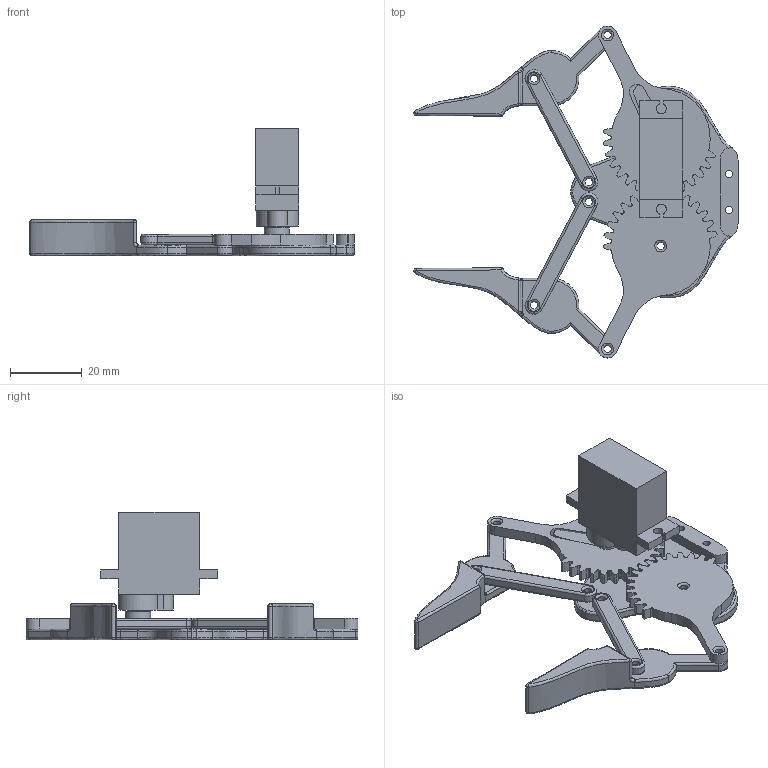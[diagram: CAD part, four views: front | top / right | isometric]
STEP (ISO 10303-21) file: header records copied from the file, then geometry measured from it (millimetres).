
FILE_DESCRIPTION(/* description */ ('STEP AP242 Edition 2','CAx-IF Rec.Pracs.---Representation and Presentation of Product Manufacturing Information (PMI)---4.0---2014-10-13','CAx-IF Rec.Pracs.---3D Tessellated Geometry---0.4---2014-09-14','2;1','CAx-IF Rec.Pracs.---User Defined Attributes---1.5---2016-08-15'),/* implementation_level */ '2;1');
FILE_NAME(/* name */ '6962323cb6711accdf52f86a',/* time_stamp */ '2026-01-10T11:04:30Z',/* author */ (''),/* organization */ (''),/* preprocessor_version */ 'ST-DEVELOPER v20',/* originating_system */ 'ONSHAPE BY PTC INC, 1.209',/* authorisation */ ' ');
FILE_SCHEMA (('AP242_MANAGED_MODEL_BASED_3D_ENGINEERING_MIM_LF { 1 0 10303 442 3 1 4 }'));
Length unit declared in the file: metre
Products named in the file (11): Gripper Subassembly; Spur gear (30 teeth); Part 4; SG90 Servo; Part 8; Part 6; Part 1; Part 9; Uni Horn; Part 7
Assembly tree (10 placements, depth 2):
  Gripper Subassembly
    Spur gear (30 teeth)
    Part 4
    SG90 Servo
    Part 8
    Part 6
    Spur gear (30 teeth)
    Part 1
    Part 9
    Uni Horn
    Part 7
Bounding box: 90.06 x 92.23 x 35.5 mm (x, y, z)
Volume: 22748.7 mm3; surface area: 16288.9 mm2
Topology: 10 solids, 10 shells, 491 faces, 1255 edges, 782 vertices
Faces by surface type: cylinder 221, bspline 124, plane 78, torus 60, sphere 8
Full cylindrical faces by diameter (mm): 2 x4, 2.1 x16, 2.5 x1, 4.5 x3, 4.82 x1, 5 x2, 7 x2
Entity records: 19965 total; most frequent: CARTESIAN_POINT 8464, ORIENTED_EDGE 2362, DIRECTION 2233, EDGE_CURVE 1181, AXIS2_PLACEMENT_3D 911, VERTEX_POINT 779, EDGE_LOOP 602, FACE_BOUND 602
